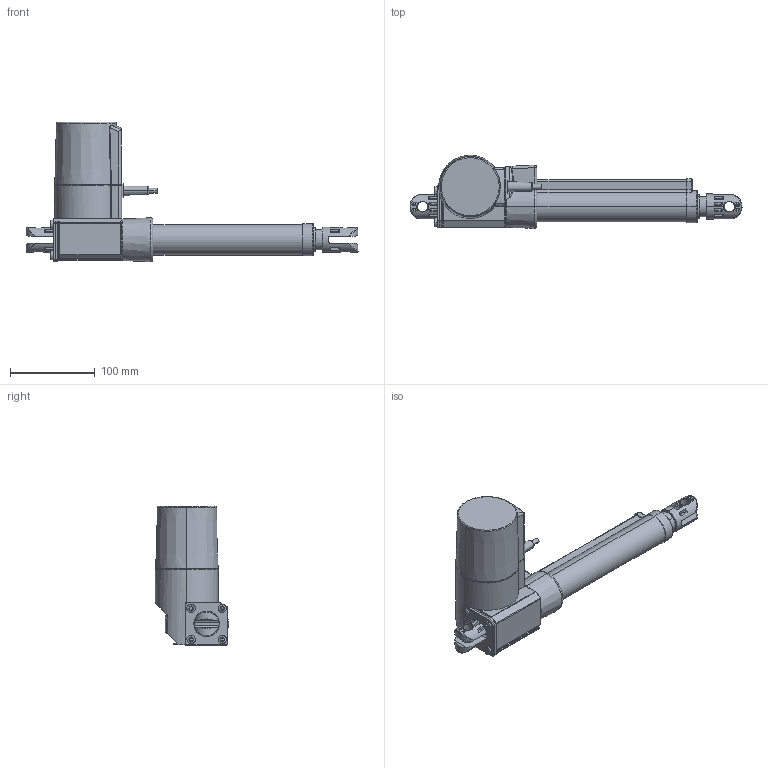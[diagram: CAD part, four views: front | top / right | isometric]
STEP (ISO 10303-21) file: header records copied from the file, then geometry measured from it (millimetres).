
FILE_DESCRIPTION (( 'STEP AP203' ), '1' );
FILE_NAME ('Megamat.STEP', '2013-07-02T05:42:29', ( 'admin' ), ( 'Hewlett-Packard Company' ), 'SwSTEP 2.0', 'SolidWorks 2012', '' );
FILE_SCHEMA (( 'CONFIG_CONTROL_DESIGN' ));
Length unit declared in the file: millimetre
Products named in the file (1): Megamat
Bounding box: 391.89 x 86.49 x 164.76 mm (x, y, z)
Volume: 1142143.7 mm3; surface area: 104790.8 mm2
Topology: 1 solids, 1 shells, 978 faces, 2287 edges, 1329 vertices
Faces by surface type: plane 395, cylinder 246, sphere 118, bspline 94, torus 69, cone 56
Entity records: 30677 total; most frequent: CARTESIAN_POINT 9275, ORIENTED_EDGE 4540, DIRECTION 4394, EDGE_CURVE 2270, AXIS2_PLACEMENT_3D 1681, VERTEX_POINT 1329, VECTOR 1032, LINE 1032
